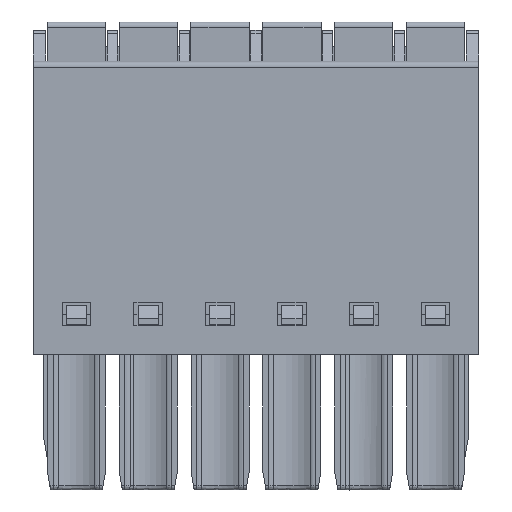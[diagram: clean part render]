
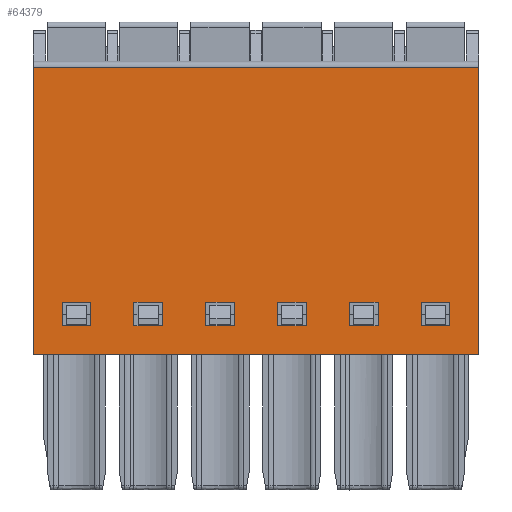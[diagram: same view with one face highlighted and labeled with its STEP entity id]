
A CAD part, front view. The second image highlights one B-rep face of the part: STEP entity #64379.
In plain terms, the highlighted planar face has unit normal (0, -1, 0).
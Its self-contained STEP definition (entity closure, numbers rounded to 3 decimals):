
#77=CARTESIAN_POINT('',(308.838,0.,-21.833));
#78=VERTEX_POINT('',#77);
#86=CARTESIAN_POINT('',(308.838,0.,-35.833));
#87=VERTEX_POINT('',#86);
#88=CARTESIAN_POINT('',(308.838,0.,-35.833));
#89=DIRECTION('',(0.,0.,1.));
#90=VECTOR('',#89,14.);
#91=LINE('',#88,#90);
#92=EDGE_CURVE('',#87,#78,#91,.T.);
#2471=CARTESIAN_POINT('',(292.038,0.,-33.283));
#2472=VERTEX_POINT('',#2471);
#2473=CARTESIAN_POINT('',(293.438,0.,-33.283));
#2474=VERTEX_POINT('',#2473);
#2475=CARTESIAN_POINT('',(292.038,0.,-33.283));
#2476=DIRECTION('',(1.,0.,0.));
#2477=VECTOR('',#2476,1.4);
#2478=LINE('',#2475,#2477);
#2479=EDGE_CURVE('',#2472,#2474,#2478,.T.);
#2511=CARTESIAN_POINT('',(293.438,0.,-34.433));
#2512=VERTEX_POINT('',#2511);
#2513=CARTESIAN_POINT('',(293.438,0.,-33.283));
#2514=DIRECTION('',(0.,0.,-1.));
#2515=VECTOR('',#2514,1.15);
#2516=LINE('',#2513,#2515);
#2517=EDGE_CURVE('',#2474,#2512,#2516,.T.);
#2558=CARTESIAN_POINT('',(292.038,0.,-34.433));
#2559=VERTEX_POINT('',#2558);
#2566=CARTESIAN_POINT('',(293.438,0.,-34.433));
#2567=DIRECTION('',(-1.,0.,0.));
#2568=VECTOR('',#2567,1.4);
#2569=LINE('',#2566,#2568);
#2570=EDGE_CURVE('',#2512,#2559,#2569,.T.);
#2583=CARTESIAN_POINT('',(295.538,0.,-33.283));
#2584=VERTEX_POINT('',#2583);
#2591=CARTESIAN_POINT('',(295.538,0.,-34.433));
#2592=VERTEX_POINT('',#2591);
#2593=CARTESIAN_POINT('',(295.538,0.,-34.433));
#2594=DIRECTION('',(0.,0.,1.));
#2595=VECTOR('',#2594,1.15);
#2596=LINE('',#2593,#2595);
#2597=EDGE_CURVE('',#2592,#2584,#2596,.T.);
#2629=CARTESIAN_POINT('',(296.938,0.,-33.283));
#2630=VERTEX_POINT('',#2629);
#2631=CARTESIAN_POINT('',(295.538,0.,-33.283));
#2632=DIRECTION('',(1.,0.,0.));
#2633=VECTOR('',#2632,1.4);
#2634=LINE('',#2631,#2633);
#2635=EDGE_CURVE('',#2584,#2630,#2634,.T.);
#2660=CARTESIAN_POINT('',(296.938,0.,-34.433));
#2661=VERTEX_POINT('',#2660);
#2662=CARTESIAN_POINT('',(296.938,0.,-33.283));
#2663=DIRECTION('',(0.,0.,-1.));
#2664=VECTOR('',#2663,1.15);
#2665=LINE('',#2662,#2664);
#2666=EDGE_CURVE('',#2630,#2661,#2665,.T.);
#2706=CARTESIAN_POINT('',(296.938,0.,-34.433));
#2707=DIRECTION('',(-1.,0.,0.));
#2708=VECTOR('',#2707,1.4);
#2709=LINE('',#2706,#2708);
#2710=EDGE_CURVE('',#2661,#2592,#2709,.T.);
#2723=CARTESIAN_POINT('',(299.038,0.,-33.283));
#2724=VERTEX_POINT('',#2723);
#2731=CARTESIAN_POINT('',(299.038,0.,-34.433));
#2732=VERTEX_POINT('',#2731);
#2733=CARTESIAN_POINT('',(299.038,0.,-34.433));
#2734=DIRECTION('',(0.,0.,1.));
#2735=VECTOR('',#2734,1.15);
#2736=LINE('',#2733,#2735);
#2737=EDGE_CURVE('',#2732,#2724,#2736,.T.);
#2769=CARTESIAN_POINT('',(300.438,0.,-33.283));
#2770=VERTEX_POINT('',#2769);
#2771=CARTESIAN_POINT('',(299.038,0.,-33.283));
#2772=DIRECTION('',(1.,0.,0.));
#2773=VECTOR('',#2772,1.4);
#2774=LINE('',#2771,#2773);
#2775=EDGE_CURVE('',#2724,#2770,#2774,.T.);
#2800=CARTESIAN_POINT('',(300.438,0.,-34.433));
#2801=VERTEX_POINT('',#2800);
#2802=CARTESIAN_POINT('',(300.438,0.,-33.283));
#2803=DIRECTION('',(0.,0.,-1.));
#2804=VECTOR('',#2803,1.15);
#2805=LINE('',#2802,#2804);
#2806=EDGE_CURVE('',#2770,#2801,#2805,.T.);
#2846=CARTESIAN_POINT('',(300.438,0.,-34.433));
#2847=DIRECTION('',(-1.,0.,0.));
#2848=VECTOR('',#2847,1.4);
#2849=LINE('',#2846,#2848);
#2850=EDGE_CURVE('',#2801,#2732,#2849,.T.);
#2861=CARTESIAN_POINT('',(307.438,0.,-33.283));
#2862=VERTEX_POINT('',#2861);
#2863=CARTESIAN_POINT('',(307.438,0.,-34.433));
#2864=VERTEX_POINT('',#2863);
#2865=CARTESIAN_POINT('',(307.438,0.,-33.283));
#2866=DIRECTION('',(0.,0.,-1.));
#2867=VECTOR('',#2866,1.15);
#2868=LINE('',#2865,#2867);
#2869=EDGE_CURVE('',#2862,#2864,#2868,.T.);
#2918=CARTESIAN_POINT('',(306.038,0.,-34.433));
#2919=VERTEX_POINT('',#2918);
#2926=CARTESIAN_POINT('',(307.438,0.,-34.433));
#2927=DIRECTION('',(-1.,0.,0.));
#2928=VECTOR('',#2927,1.4);
#2929=LINE('',#2926,#2928);
#2930=EDGE_CURVE('',#2864,#2919,#2929,.T.);
#2942=CARTESIAN_POINT('',(306.038,0.,-33.283));
#2943=VERTEX_POINT('',#2942);
#2950=CARTESIAN_POINT('',(306.038,0.,-34.433));
#2951=DIRECTION('',(0.,0.,1.));
#2952=VECTOR('',#2951,1.15);
#2953=LINE('',#2950,#2952);
#2954=EDGE_CURVE('',#2919,#2943,#2953,.T.);
#2980=CARTESIAN_POINT('',(306.038,0.,-33.283));
#2981=DIRECTION('',(1.,0.,0.));
#2982=VECTOR('',#2981,1.4);
#2983=LINE('',#2980,#2982);
#2984=EDGE_CURVE('',#2943,#2862,#2983,.T.);
#3001=CARTESIAN_POINT('',(302.538,0.,-33.283));
#3002=VERTEX_POINT('',#3001);
#3003=CARTESIAN_POINT('',(303.938,0.,-33.283));
#3004=VERTEX_POINT('',#3003);
#3005=CARTESIAN_POINT('',(302.538,0.,-33.283));
#3006=DIRECTION('',(1.,0.,0.));
#3007=VECTOR('',#3006,1.4);
#3008=LINE('',#3005,#3007);
#3009=EDGE_CURVE('',#3002,#3004,#3008,.T.);
#3041=CARTESIAN_POINT('',(303.938,0.,-34.433));
#3042=VERTEX_POINT('',#3041);
#3043=CARTESIAN_POINT('',(303.938,0.,-33.283));
#3044=DIRECTION('',(0.,0.,-1.));
#3045=VECTOR('',#3044,1.15);
#3046=LINE('',#3043,#3045);
#3047=EDGE_CURVE('',#3004,#3042,#3046,.T.);
#3088=CARTESIAN_POINT('',(302.538,0.,-34.433));
#3089=VERTEX_POINT('',#3088);
#3096=CARTESIAN_POINT('',(303.938,0.,-34.433));
#3097=DIRECTION('',(-1.,0.,0.));
#3098=VECTOR('',#3097,1.4);
#3099=LINE('',#3096,#3098);
#3100=EDGE_CURVE('',#3042,#3089,#3099,.T.);
#3126=CARTESIAN_POINT('',(302.538,0.,-34.433));
#3127=DIRECTION('',(0.,0.,1.));
#3128=VECTOR('',#3127,1.15);
#3129=LINE('',#3126,#3128);
#3130=EDGE_CURVE('',#3089,#3002,#3129,.T.);
#64269=CARTESIAN_POINT('',(287.138,0.,-21.833));
#64270=VERTEX_POINT('',#64269);
#64278=CARTESIAN_POINT('',(287.138,0.,-21.833));
#64279=DIRECTION('',(1.,0.,0.));
#64280=VECTOR('',#64279,21.7);
#64281=LINE('',#64278,#64280);
#64282=EDGE_CURVE('',#64270,#78,#64281,.T.);
#64287=CARTESIAN_POINT('',(297.988,0.,-28.833));
#64288=DIRECTION('',(0.,0.,-1.));
#64289=DIRECTION('',(0.,-1.,0.));
#64290=AXIS2_PLACEMENT_3D('',#64287,#64289,#64288);
#64291=PLANE('',#64290);
#64292=ORIENTED_EDGE('',*,*,#92,.T.);
#64293=ORIENTED_EDGE('',*,*,#64282,.F.);
#64294=CARTESIAN_POINT('',(287.138,0.,-35.833));
#64295=VERTEX_POINT('',#64294);
#64296=CARTESIAN_POINT('',(287.138,0.,-35.833));
#64297=DIRECTION('',(0.,0.,1.));
#64298=VECTOR('',#64297,14.);
#64299=LINE('',#64296,#64298);
#64300=EDGE_CURVE('',#64295,#64270,#64299,.T.);
#64301=ORIENTED_EDGE('',*,*,#64300,.F.);
#64302=CARTESIAN_POINT('',(287.138,0.,-35.833));
#64303=DIRECTION('',(1.,0.,0.));
#64304=VECTOR('',#64303,21.7);
#64305=LINE('',#64302,#64304);
#64306=EDGE_CURVE('',#64295,#87,#64305,.T.);
#64307=ORIENTED_EDGE('',*,*,#64306,.T.);
#64308=EDGE_LOOP('',(#64292,#64293,#64301,#64307));
#64309=FACE_OUTER_BOUND('',#64308,.T.);
#64310=ORIENTED_EDGE('',*,*,#2479,.T.);
#64311=ORIENTED_EDGE('',*,*,#2517,.T.);
#64312=ORIENTED_EDGE('',*,*,#2570,.T.);
#64313=CARTESIAN_POINT('',(292.038,0.,-33.283));
#64314=DIRECTION('',(0.,0.,-1.));
#64315=VECTOR('',#64314,1.15);
#64316=LINE('',#64313,#64315);
#64317=EDGE_CURVE('',#2472,#2559,#64316,.T.);
#64318=ORIENTED_EDGE('',*,*,#64317,.F.);
#64319=EDGE_LOOP('',(#64310,#64311,#64312,#64318));
#64320=FACE_BOUND('',#64319,.T.);
#64321=CARTESIAN_POINT('',(288.538,0.,-33.283));
#64322=VERTEX_POINT('',#64321);
#64323=CARTESIAN_POINT('',(288.538,0.,-34.433));
#64324=VERTEX_POINT('',#64323);
#64325=CARTESIAN_POINT('',(288.538,0.,-33.283));
#64326=DIRECTION('',(0.,0.,-1.));
#64327=VECTOR('',#64326,1.15);
#64328=LINE('',#64325,#64327);
#64329=EDGE_CURVE('',#64322,#64324,#64328,.T.);
#64330=ORIENTED_EDGE('',*,*,#64329,.F.);
#64331=CARTESIAN_POINT('',(289.938,0.,-33.283));
#64332=VERTEX_POINT('',#64331);
#64333=CARTESIAN_POINT('',(289.938,0.,-33.283));
#64334=DIRECTION('',(-1.,0.,0.));
#64335=VECTOR('',#64334,1.4);
#64336=LINE('',#64333,#64335);
#64337=EDGE_CURVE('',#64332,#64322,#64336,.T.);
#64338=ORIENTED_EDGE('',*,*,#64337,.F.);
#64339=CARTESIAN_POINT('',(289.938,0.,-34.433));
#64340=VERTEX_POINT('',#64339);
#64341=CARTESIAN_POINT('',(289.938,0.,-34.433));
#64342=DIRECTION('',(0.,0.,1.));
#64343=VECTOR('',#64342,1.15);
#64344=LINE('',#64341,#64343);
#64345=EDGE_CURVE('',#64340,#64332,#64344,.T.);
#64346=ORIENTED_EDGE('',*,*,#64345,.F.);
#64347=CARTESIAN_POINT('',(288.538,0.,-34.433));
#64348=DIRECTION('',(1.,0.,0.));
#64349=VECTOR('',#64348,1.4);
#64350=LINE('',#64347,#64349);
#64351=EDGE_CURVE('',#64324,#64340,#64350,.T.);
#64352=ORIENTED_EDGE('',*,*,#64351,.F.);
#64353=EDGE_LOOP('',(#64330,#64338,#64346,#64352));
#64354=FACE_BOUND('',#64353,.T.);
#64355=ORIENTED_EDGE('',*,*,#3009,.T.);
#64356=ORIENTED_EDGE('',*,*,#3047,.T.);
#64357=ORIENTED_EDGE('',*,*,#3100,.T.);
#64358=ORIENTED_EDGE('',*,*,#3130,.T.);
#64359=EDGE_LOOP('',(#64355,#64356,#64357,#64358));
#64360=FACE_BOUND('',#64359,.T.);
#64361=ORIENTED_EDGE('',*,*,#2869,.T.);
#64362=ORIENTED_EDGE('',*,*,#2930,.T.);
#64363=ORIENTED_EDGE('',*,*,#2954,.T.);
#64364=ORIENTED_EDGE('',*,*,#2984,.T.);
#64365=EDGE_LOOP('',(#64361,#64362,#64363,#64364));
#64366=FACE_BOUND('',#64365,.T.);
#64367=ORIENTED_EDGE('',*,*,#2737,.T.);
#64368=ORIENTED_EDGE('',*,*,#2775,.T.);
#64369=ORIENTED_EDGE('',*,*,#2806,.T.);
#64370=ORIENTED_EDGE('',*,*,#2850,.T.);
#64371=EDGE_LOOP('',(#64367,#64368,#64369,#64370));
#64372=FACE_BOUND('',#64371,.T.);
#64373=ORIENTED_EDGE('',*,*,#2597,.T.);
#64374=ORIENTED_EDGE('',*,*,#2635,.T.);
#64375=ORIENTED_EDGE('',*,*,#2666,.T.);
#64376=ORIENTED_EDGE('',*,*,#2710,.T.);
#64377=EDGE_LOOP('',(#64373,#64374,#64375,#64376));
#64378=FACE_BOUND('',#64377,.T.);
#64379=ADVANCED_FACE('',(#64309,#64320,#64354,#64360,#64366,#64372,#64378),#64291,.T.);
